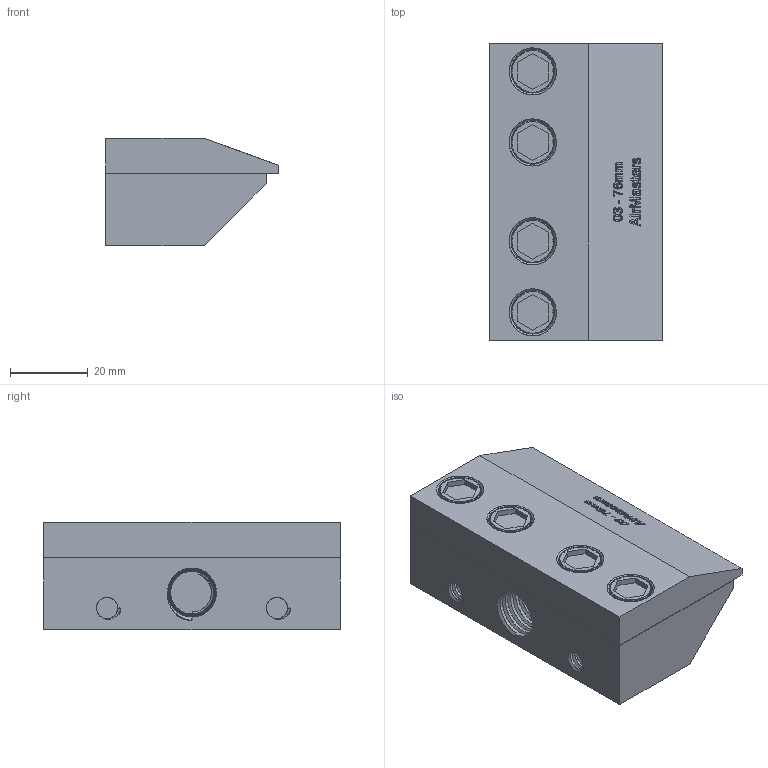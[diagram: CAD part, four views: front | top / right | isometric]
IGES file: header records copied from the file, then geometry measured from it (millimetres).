
Start section: SolidWorks IGES file using analytic representation for surfaces
Global section: file name: 10003-X.IGS; native system: SolidWorks 2018; preprocessor: SolidWorks 2018; author: sumanth; date: 200217.093739; units: millimetre
Bounding box: 44.45 x 76.2 x 27.56 mm (x, y, z)
Surface area: 21840.7 mm2 (no closed solid volume)
Topology: 0 solids, 0 shells, 877 faces, 6787 edges, 6787 vertices
Faces by surface type: bspline 691, revolution 186
